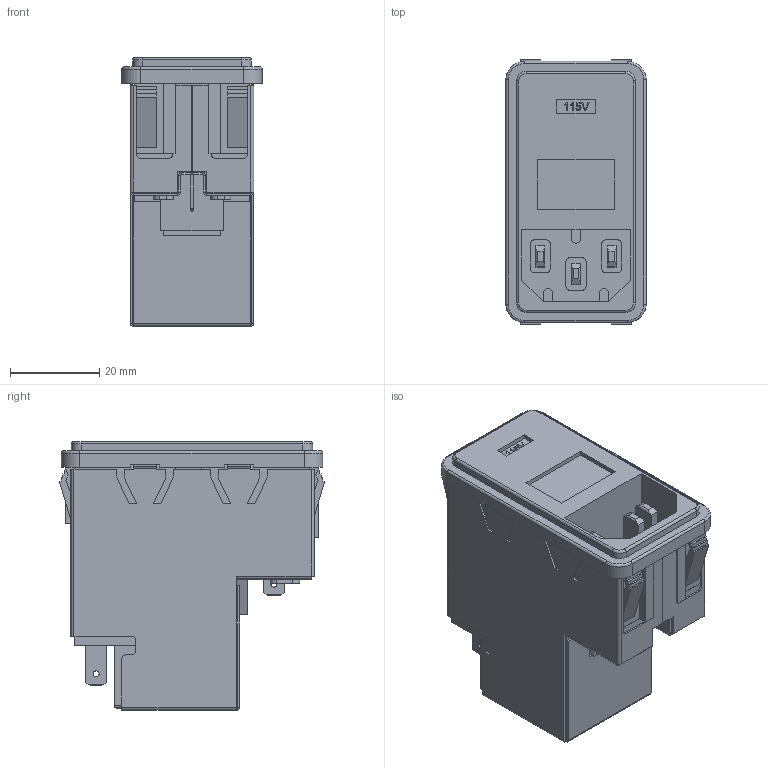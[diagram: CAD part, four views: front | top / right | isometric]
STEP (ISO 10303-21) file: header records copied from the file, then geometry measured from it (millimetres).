
FILE_DESCRIPTION (( 'STEP AP203' ), '1' );
FILE_NAME ('83544010-R1.STEP', '2007-07-23T15:00:06', ( ' ' ), ( ' ' ), 'SwSTEP 2.0', 'SolidWorks 2007', '' );
FILE_SCHEMA (( 'CONFIG_CONTROL_DESIGN' ));
Length unit declared in the file: millimetre
Products named in the file (1): 83544010-R1
Bounding box: 31.49 x 59.52 x 60.27 mm (x, y, z)
Volume: 64172.4 mm3; surface area: 35799.3 mm2
Topology: 2 solids, 2 shells, 885 faces, 2389 edges, 1540 vertices
Faces by surface type: plane 697, cylinder 128, bspline 52, torus 8
Entity records: 29995 total; most frequent: CARTESIAN_POINT 7796, ORIENTED_EDGE 4778, DIRECTION 4205, EDGE_CURVE 2389, LINE 2025, VECTOR 2025, VERTEX_POINT 1540, AXIS2_PLACEMENT_3D 1090
